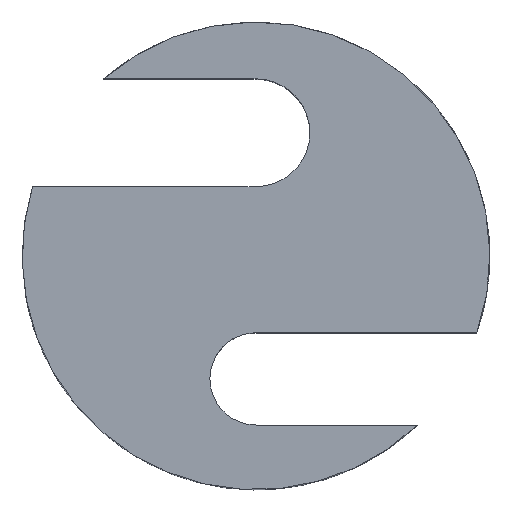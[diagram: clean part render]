
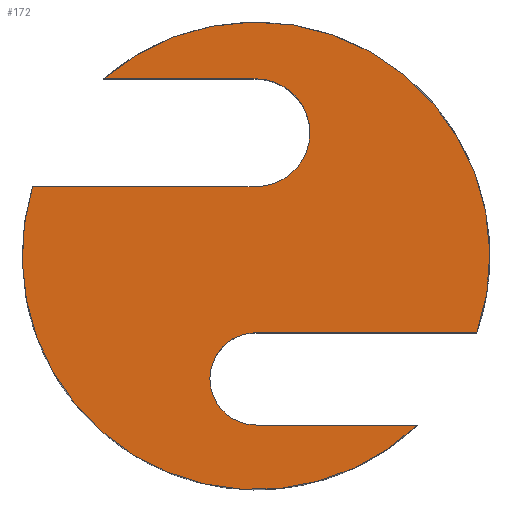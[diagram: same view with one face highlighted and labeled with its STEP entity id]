
A CAD part, top view. The second image highlights one B-rep face of the part: STEP entity #172.
In plain terms, the highlighted planar face has unit normal (0, 0, 1).
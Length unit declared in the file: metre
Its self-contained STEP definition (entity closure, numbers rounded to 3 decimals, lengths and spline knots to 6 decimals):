
#13=PLANE('',#197);
#26=LINE('',#302,#42);
#27=LINE('',#303,#43);
#28=LINE('',#307,#44);
#29=LINE('',#308,#45);
#42=VECTOR('',#224,1.);
#43=VECTOR('',#225,1.);
#44=VECTOR('',#228,1.);
#45=VECTOR('',#229,1.);
#62=ORIENTED_EDGE('',*,*,#110,.F.);
#63=ORIENTED_EDGE('',*,*,#111,.T.);
#64=ORIENTED_EDGE('',*,*,#107,.T.);
#65=ORIENTED_EDGE('',*,*,#112,.F.);
#66=ORIENTED_EDGE('',*,*,#113,.F.);
#67=ORIENTED_EDGE('',*,*,#114,.T.);
#68=ORIENTED_EDGE('',*,*,#102,.T.);
#69=ORIENTED_EDGE('',*,*,#115,.F.);
#102=EDGE_CURVE('',#126,#127,#142,.T.);
#107=EDGE_CURVE('',#132,#130,#143,.T.);
#110=EDGE_CURVE('',#134,#135,#144,.T.);
#111=EDGE_CURVE('',#134,#132,#26,.T.);
#112=EDGE_CURVE('',#136,#130,#27,.T.);
#113=EDGE_CURVE('',#137,#136,#145,.T.);
#114=EDGE_CURVE('',#137,#126,#28,.T.);
#115=EDGE_CURVE('',#135,#127,#29,.T.);
#126=VERTEX_POINT('',#253);
#127=VERTEX_POINT('',#254);
#130=VERTEX_POINT('',#277);
#132=VERTEX_POINT('',#280);
#134=VERTEX_POINT('',#300);
#135=VERTEX_POINT('',#301);
#136=VERTEX_POINT('',#304);
#137=VERTEX_POINT('',#306);
#142=CIRCLE('',#194,0.0076);
#143=CIRCLE('',#196,0.0076);
#144=CIRCLE('',#198,0.0015);
#145=CIRCLE('',#199,0.00175);
#148=EDGE_LOOP('',(#62,#63,#64,#65,#66,#67,#68,#69));
#158=FACE_BOUND('',#148,.T.);
#172=ADVANCED_FACE('',(#158),#13,.T.);
#194=AXIS2_PLACEMENT_3D('',#252,#210,#211);
#196=AXIS2_PLACEMENT_3D('',#279,#217,#218);
#197=AXIS2_PLACEMENT_3D('',#298,#220,#221);
#198=AXIS2_PLACEMENT_3D('',#299,#222,#223);
#199=AXIS2_PLACEMENT_3D('',#305,#226,#227);
#210=DIRECTION('',(0.,0.,1.));
#211=DIRECTION('',(1.,0.,0.));
#217=DIRECTION('',(0.,0.,1.));
#218=DIRECTION('',(1.,0.,0.));
#220=DIRECTION('',(0.,0.,1.));
#221=DIRECTION('',(1.,0.,0.));
#222=DIRECTION('',(0.,0.,1.));
#223=DIRECTION('',(1.,0.,0.));
#224=DIRECTION('',(1.,0.,0.));
#225=DIRECTION('',(-1.,0.,0.));
#226=DIRECTION('',(0.,0.,1.));
#227=DIRECTION('',(1.,0.,0.));
#228=DIRECTION('',(-1.,0.,0.));
#229=DIRECTION('',(1.,0.,0.));
#252=CARTESIAN_POINT('',(0.,0.,0.017));
#253=CARTESIAN_POINT('',(-0.007259,0.00225,0.017));
#254=CARTESIAN_POINT('',(0.005245,-0.0055,0.017));
#277=CARTESIAN_POINT('',(-0.00497,0.00575,0.017));
#279=CARTESIAN_POINT('',(0.,0.,0.017));
#280=CARTESIAN_POINT('',(0.007177,-0.0025,0.017));
#298=CARTESIAN_POINT('',(0.,0.,0.017));
#299=CARTESIAN_POINT('',(0.,-0.004,0.017));
#300=CARTESIAN_POINT('',(0.,-0.0025,0.017));
#301=CARTESIAN_POINT('',(0.,-0.0055,0.017));
#302=CARTESIAN_POINT('',(0.004,-0.0025,0.017));
#303=CARTESIAN_POINT('',(-0.004,0.00575,0.017));
#304=CARTESIAN_POINT('',(0.,0.00575,0.017));
#305=CARTESIAN_POINT('',(0.,0.004,0.017));
#306=CARTESIAN_POINT('',(0.,0.00225,0.017));
#307=CARTESIAN_POINT('',(-0.004,0.00225,0.017));
#308=CARTESIAN_POINT('',(0.004,-0.0055,0.017));
